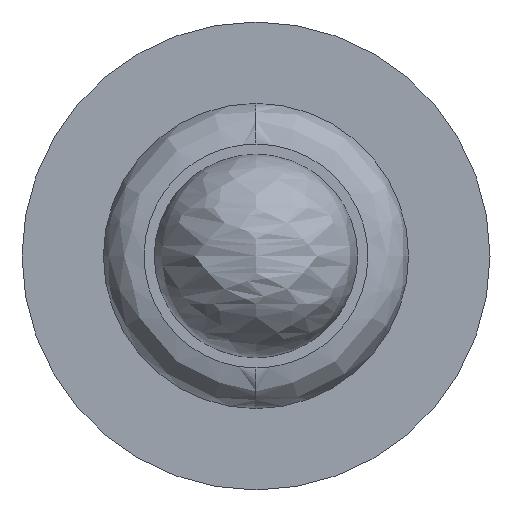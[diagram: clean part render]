
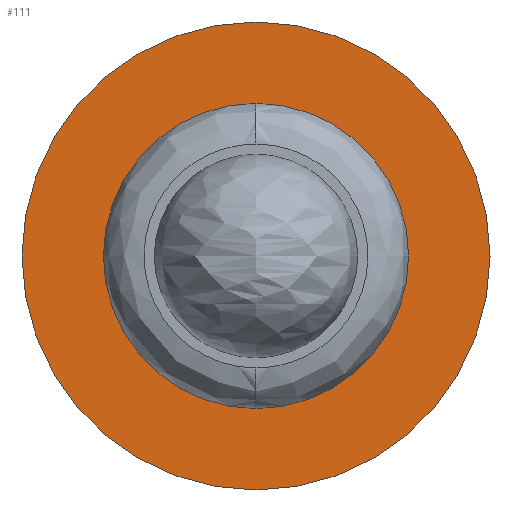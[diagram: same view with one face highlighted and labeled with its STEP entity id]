
A CAD part, left-side view. The second image highlights one B-rep face of the part: STEP entity #111.
In plain terms, the highlighted planar face has unit normal (-1, 0, 0).
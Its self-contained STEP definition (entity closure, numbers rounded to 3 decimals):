
#19 = FACE_BOUND ( 'NONE', #25, .T. ) ;
#22 = CIRCLE ( 'NONE', #430, 0.75 ) ;
#25 = EDGE_LOOP ( 'NONE', ( #250, #386 ) ) ;
#45 = VERTEX_POINT ( 'NONE', #291 ) ;
#46 = AXIS2_PLACEMENT_3D ( 'NONE', #345, #380, #127 ) ;
#54 = DIRECTION ( 'NONE',  ( 0., 0., 1. ) ) ;
#62 = DIRECTION ( 'NONE',  ( 1., 0., 0. ) ) ;
#64 = ORIENTED_EDGE ( 'NONE', *, *, #195, .F. ) ;
#65 = EDGE_CURVE ( 'NONE', #418, #139, #22, .T. ) ;
#80 = CARTESIAN_POINT ( 'NONE',  ( 42.211, 0., -1.15 ) ) ;
#82 = DIRECTION ( 'NONE',  ( -1., 0., 0. ) ) ;
#87 = AXIS2_PLACEMENT_3D ( 'NONE', #342, #82, #340 ) ;
#100 = EDGE_LOOP ( 'NONE', ( #64, #272 ) ) ;
#111 = ADVANCED_FACE ( 'NONE', ( #19, #156 ), #160, .F. ) ;
#118 = CIRCLE ( 'NONE', #46, 1.15 ) ;
#122 = DIRECTION ( 'NONE',  ( 0., 1., 0. ) ) ;
#127 = DIRECTION ( 'NONE',  ( 0., 0., 1. ) ) ;
#139 = VERTEX_POINT ( 'NONE', #333 ) ;
#156 = FACE_OUTER_BOUND ( 'NONE', #100, .T. ) ;
#160 = PLANE ( 'NONE',  #415 ) ;
#182 = EDGE_CURVE ( 'NONE', #314, #45, #295, .T. ) ;
#193 = CIRCLE ( 'NONE', #87, 0.75 ) ;
#195 = EDGE_CURVE ( 'NONE', #45, #314, #118, .T. ) ;
#230 = CARTESIAN_POINT ( 'NONE',  ( 42.211, 0., 0. ) ) ;
#237 = CARTESIAN_POINT ( 'NONE',  ( 42.211, 0., 0. ) ) ;
#239 = CARTESIAN_POINT ( 'NONE',  ( 42.211, 0., 0.75 ) ) ;
#250 = ORIENTED_EDGE ( 'NONE', *, *, #65, .F. ) ;
#272 = ORIENTED_EDGE ( 'NONE', *, *, #182, .F. ) ;
#286 = AXIS2_PLACEMENT_3D ( 'NONE', #237, #62, #374 ) ;
#291 = CARTESIAN_POINT ( 'NONE',  ( 42.211, 0., 1.15 ) ) ;
#295 = CIRCLE ( 'NONE', #286, 1.15 ) ;
#301 = DIRECTION ( 'NONE',  ( 1., 0., 0. ) ) ;
#314 = VERTEX_POINT ( 'NONE', #334 ) ;
#333 = CARTESIAN_POINT ( 'NONE',  ( 42.211, 0., -0.75 ) ) ;
#334 = CARTESIAN_POINT ( 'NONE',  ( 42.211, 0., -1.15 ) ) ;
#340 = DIRECTION ( 'NONE',  ( 0., 0., 1. ) ) ;
#342 = CARTESIAN_POINT ( 'NONE',  ( 42.211, 0., 0. ) ) ;
#345 = CARTESIAN_POINT ( 'NONE',  ( 42.211, 0., 0. ) ) ;
#373 = DIRECTION ( 'NONE',  ( -1., 0., 0. ) ) ;
#374 = DIRECTION ( 'NONE',  ( 0., 0., 1. ) ) ;
#380 = DIRECTION ( 'NONE',  ( 1., 0., 0. ) ) ;
#386 = ORIENTED_EDGE ( 'NONE', *, *, #455, .F. ) ;
#415 = AXIS2_PLACEMENT_3D ( 'NONE', #80, #301, #122 ) ;
#418 = VERTEX_POINT ( 'NONE', #239 ) ;
#430 = AXIS2_PLACEMENT_3D ( 'NONE', #230, #373, #54 ) ;
#455 = EDGE_CURVE ( 'NONE', #139, #418, #193, .T. ) ;
